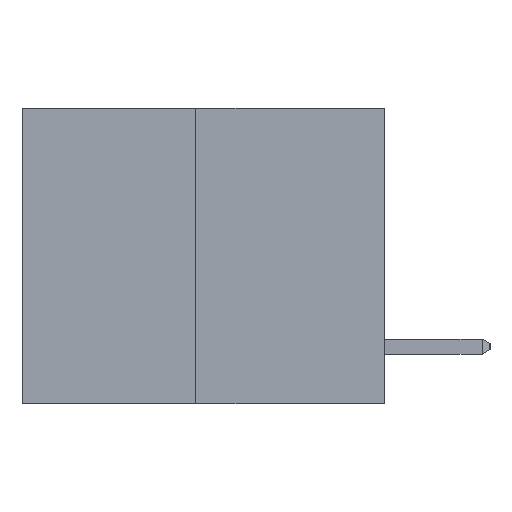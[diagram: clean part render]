
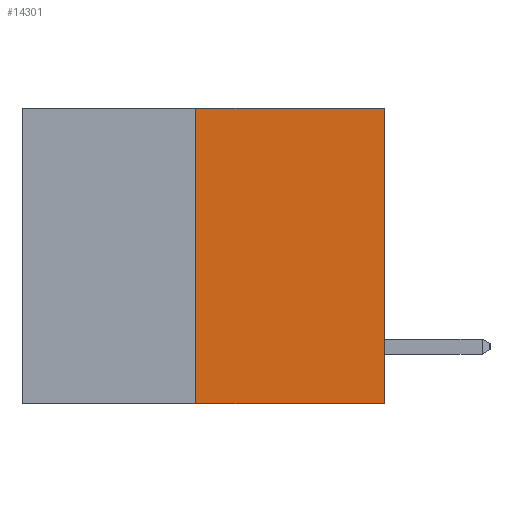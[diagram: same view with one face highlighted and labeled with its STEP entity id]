
A CAD part, left-side view. The second image highlights one B-rep face of the part: STEP entity #14301.
In plain terms, the highlighted planar face has unit normal (-1, 0, 0).
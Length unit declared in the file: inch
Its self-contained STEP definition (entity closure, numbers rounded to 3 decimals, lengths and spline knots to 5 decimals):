
#1064 = LINE ( 'NONE', #14719, #11647 ) ;
#2200 = VECTOR ( 'NONE', #9909, 39.37008 ) ;
#2307 = DIRECTION ( 'NONE',  ( 1., 0., 0. ) ) ;
#2495 = ORIENTED_EDGE ( 'NONE', *, *, #6543, .T. ) ;
#3245 = EDGE_CURVE ( 'NONE', #8732, #16436, #8761, .T. ) ;
#3510 = ORIENTED_EDGE ( 'NONE', *, *, #3245, .T. ) ;
#4831 = VECTOR ( 'NONE', #6373, 39.37008 ) ;
#6373 = DIRECTION ( 'NONE',  ( 0., 0., 1. ) ) ;
#6543 = EDGE_CURVE ( 'NONE', #16436, #17437, #17676, .T. ) ;
#6776 = VECTOR ( 'NONE', #7445, 39.37008 ) ;
#7445 = DIRECTION ( 'NONE',  ( 0., -1., 0. ) ) ;
#8142 = DIRECTION ( 'NONE',  ( 0., 0., -1. ) ) ;
#8406 = CARTESIAN_POINT ( 'NONE',  ( 0., 0.312, -0.49 ) ) ;
#8732 = VERTEX_POINT ( 'NONE', #16671 ) ;
#8761 = LINE ( 'NONE', #8805, #6776 ) ;
#8805 = CARTESIAN_POINT ( 'NONE',  ( 0., 0.6, -0.49 ) ) ;
#9909 = DIRECTION ( 'NONE',  ( 0., 0., 1. ) ) ;
#10224 = VERTEX_POINT ( 'NONE', #13044 ) ;
#10668 = CARTESIAN_POINT ( 'NONE',  ( 0., 0., 0. ) ) ;
#11647 = VECTOR ( 'NONE', #13402, 39.37008 ) ;
#12107 = FACE_OUTER_BOUND ( 'NONE', #14352, .T. ) ;
#12225 = CARTESIAN_POINT ( 'NONE',  ( 0., 0., -0.49 ) ) ;
#13044 = CARTESIAN_POINT ( 'NONE',  ( 0., 0.312, 0. ) ) ;
#13402 = DIRECTION ( 'NONE',  ( 0., -1., 0. ) ) ;
#13842 = ORIENTED_EDGE ( 'NONE', *, *, #15131, .F. ) ;
#14301 = ADVANCED_FACE ( 'NONE', ( #12107 ), #15413, .F. ) ;
#14352 = EDGE_LOOP ( 'NONE', ( #13842, #3510, #2495, #15597 ) ) ;
#14532 = LINE ( 'NONE', #8406, #2200 ) ;
#14719 = CARTESIAN_POINT ( 'NONE',  ( 0., 0.6, 0. ) ) ;
#15131 = EDGE_CURVE ( 'NONE', #8732, #10224, #14532, .T. ) ;
#15262 = EDGE_CURVE ( 'NONE', #10224, #17437, #1064, .T. ) ;
#15358 = CARTESIAN_POINT ( 'NONE',  ( 0., 0.6, 0. ) ) ;
#15413 = PLANE ( 'NONE',  #16556 ) ;
#15597 = ORIENTED_EDGE ( 'NONE', *, *, #15262, .F. ) ;
#16436 = VERTEX_POINT ( 'NONE', #12225 ) ;
#16556 = AXIS2_PLACEMENT_3D ( 'NONE', #15358, #2307, #8142 ) ;
#16635 = CARTESIAN_POINT ( 'NONE',  ( 0., 0., 0. ) ) ;
#16671 = CARTESIAN_POINT ( 'NONE',  ( 0., 0.312, -0.49 ) ) ;
#17437 = VERTEX_POINT ( 'NONE', #16635 ) ;
#17676 = LINE ( 'NONE', #10668, #4831 ) ;
